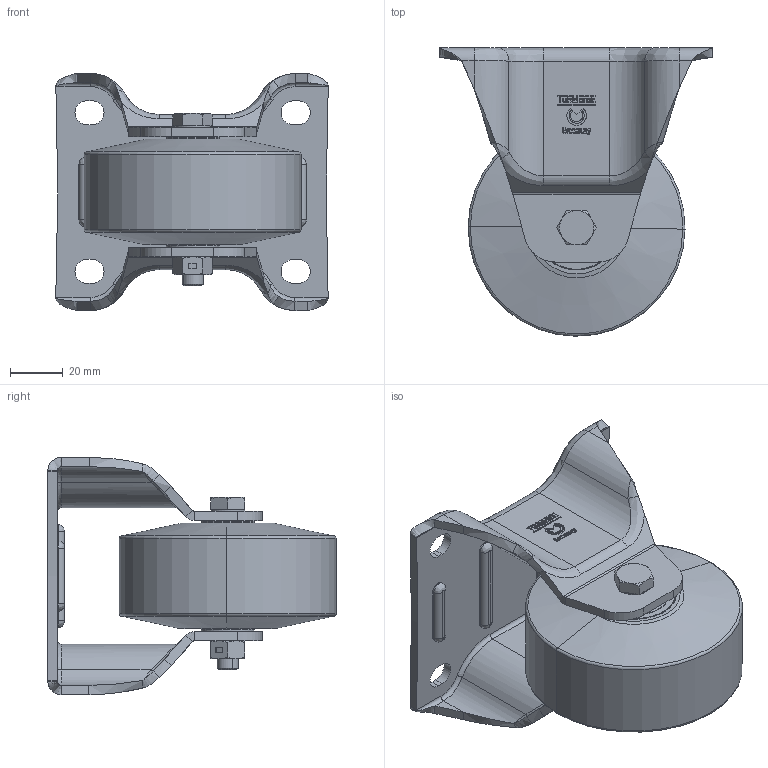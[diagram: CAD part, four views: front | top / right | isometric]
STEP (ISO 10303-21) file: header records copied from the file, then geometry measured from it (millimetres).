
FILE_DESCRIPTION (( 'STEP AP214' ), '1' );
FILE_NAME ('0020244BL_B-IM-PUZA-080-K_(A-01).step', '2019-03-12T15:46:38', ( '' ), ( '' ), 'SwSTEP 2.0', 'SolidWorks 2018', '' );
FILE_SCHEMA (( 'AUTOMOTIVE_DESIGN' ));
Length unit declared in the file: millimetre
Products named in the file (1): 0020244BL_B-IM-PUZA-080-K_(A-01)
Bounding box: 103.04 x 109 x 89.74 mm (x, y, z)
Surface area: 86234.4 mm2 (no closed solid volume)
Topology: 0 solids, 21 shells, 735 faces, 1799 edges, 1132 vertices
Faces by surface type: plane 333, cylinder 232, bspline 76, cone 52, torus 42
Entity records: 33378 total; most frequent: CARTESIAN_POINT 8188, ORIENTED_EDGE 3534, DIRECTION 3436, EDGE_CURVE 1799, AXIS2_PLACEMENT_3D 1198, VERTEX_POINT 1132, LINE 1040, VECTOR 1040
